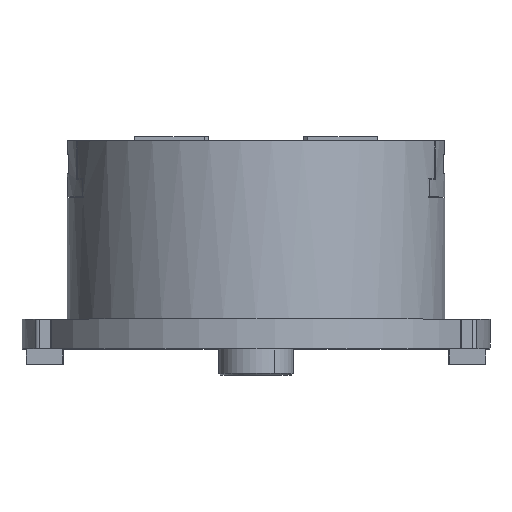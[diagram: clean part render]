
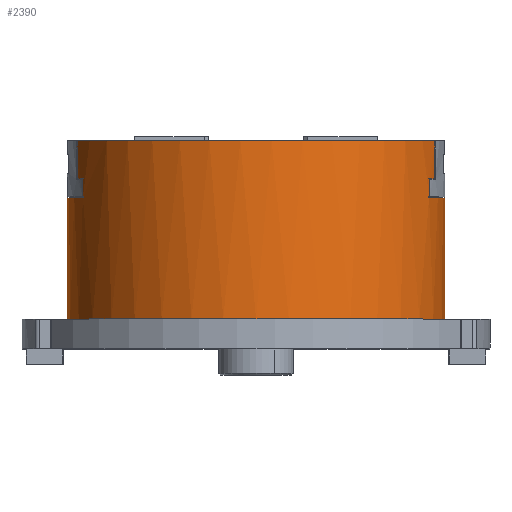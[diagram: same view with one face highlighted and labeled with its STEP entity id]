
A CAD part, top view. The second image highlights one B-rep face of the part: STEP entity #2390.
In plain terms, the highlighted cylindrical face has radius 127 mm (diameter 254 mm), a partial arc.
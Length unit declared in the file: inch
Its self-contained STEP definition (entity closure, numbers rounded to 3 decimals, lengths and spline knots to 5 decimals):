
#46 = CIRCLE ( 'NONE', #870, 5. ) ;
#57 = DIRECTION ( 'NONE',  ( 0., 0., 1. ) ) ;
#234 = VERTEX_POINT ( 'NONE', #11388 ) ;
#386 = VECTOR ( 'NONE', #5620, 39.37008 ) ;
#560 = AXIS2_PLACEMENT_3D ( 'NONE', #8003, #2670, #1197 ) ;
#870 = AXIS2_PLACEMENT_3D ( 'NONE', #11865, #57, #11957 ) ;
#916 = EDGE_CURVE ( 'NONE', #8408, #11636, #46, .T. ) ;
#1131 = EDGE_LOOP ( 'NONE', ( #11809, #6361, #15505, #13741, #16065, #14376, #10696, #15271, #12956, #5905, #15744, #5938 ) ) ;
#1197 = DIRECTION ( 'NONE',  ( 0., -1., 0. ) ) ;
#1347 = VERTEX_POINT ( 'NONE', #13633 ) ;
#1477 = CARTESIAN_POINT ( 'NONE',  ( -1.5948, -4.73884, 39.37008 ) ) ;
#1732 = VECTOR ( 'NONE', #13749, 39.37008 ) ;
#2171 = LINE ( 'NONE', #12602, #5971 ) ;
#2390 = ADVANCED_FACE ( 'NONE', ( #15303 ), #13840, .T. ) ;
#2421 = DIRECTION ( 'NONE',  ( 0., 0., 1. ) ) ;
#2426 = CARTESIAN_POINT ( 'NONE',  ( 0., 5., 0.7874 ) ) ;
#2519 = DIRECTION ( 'NONE',  ( 0., 0., 1. ) ) ;
#2661 = EDGE_CURVE ( 'NONE', #11986, #234, #13270, .T. ) ;
#2670 = DIRECTION ( 'NONE',  ( 0., 0., 1. ) ) ;
#2698 = CARTESIAN_POINT ( 'NONE',  ( -1.9885, 4.58758, 4.51181 ) ) ;
#2946 = DIRECTION ( 'NONE',  ( 0., 0., 1. ) ) ;
#3206 = CARTESIAN_POINT ( 'NONE',  ( 0., 5., 39.37008 ) ) ;
#3425 = EDGE_CURVE ( 'NONE', #9207, #1347, #11745, .T. ) ;
#3723 = CIRCLE ( 'NONE', #15270, 5. ) ;
#4070 = LINE ( 'NONE', #7854, #386 ) ;
#4617 = CIRCLE ( 'NONE', #10391, 5. ) ;
#4805 = VERTEX_POINT ( 'NONE', #2698 ) ;
#4881 = CIRCLE ( 'NONE', #5148, 5. ) ;
#5148 = AXIS2_PLACEMENT_3D ( 'NONE', #9773, #15173, #8807 ) ;
#5167 = EDGE_CURVE ( 'NONE', #1347, #10649, #3723, .T. ) ;
#5240 = VERTEX_POINT ( 'NONE', #13350 ) ;
#5620 = DIRECTION ( 'NONE',  ( 0., 0., 1. ) ) ;
#5652 = CARTESIAN_POINT ( 'NONE',  ( 0., 0., 4.01181 ) ) ;
#5905 = ORIENTED_EDGE ( 'NONE', *, *, #9439, .F. ) ;
#5938 = ORIENTED_EDGE ( 'NONE', *, *, #2661, .F. ) ;
#5971 = VECTOR ( 'NONE', #16557, 39.37008 ) ;
#6361 = ORIENTED_EDGE ( 'NONE', *, *, #12010, .T. ) ;
#6744 = EDGE_CURVE ( 'NONE', #5240, #15412, #4617, .T. ) ;
#6852 = DIRECTION ( 'NONE',  ( 1., 0., 0. ) ) ;
#7384 = DIRECTION ( 'NONE',  ( 0., 0., 1. ) ) ;
#7438 = VECTOR ( 'NONE', #2946, 39.37008 ) ;
#7679 = DIRECTION ( 'NONE',  ( 0., -1., 0. ) ) ;
#7854 = CARTESIAN_POINT ( 'NONE',  ( 0., -5., 39.37008 ) ) ;
#8003 = CARTESIAN_POINT ( 'NONE',  ( 0., 0., 0.7874 ) ) ;
#8335 = CARTESIAN_POINT ( 'NONE',  ( -1.9885, -4.58758, 39.37008 ) ) ;
#8408 = VERTEX_POINT ( 'NONE', #13078 ) ;
#8807 = DIRECTION ( 'NONE',  ( -1., 0., 0. ) ) ;
#9207 = VERTEX_POINT ( 'NONE', #16745 ) ;
#9439 = EDGE_CURVE ( 'NONE', #4805, #9207, #4881, .T. ) ;
#9482 = EDGE_CURVE ( 'NONE', #234, #4805, #2171, .T. ) ;
#9567 = VERTEX_POINT ( 'NONE', #2426 ) ;
#9773 = CARTESIAN_POINT ( 'NONE',  ( 0., 0., 4.51181 ) ) ;
#9803 = LINE ( 'NONE', #8335, #1732 ) ;
#9912 = DIRECTION ( 'NONE',  ( 0., 0., -1. ) ) ;
#10263 = CARTESIAN_POINT ( 'NONE',  ( 0., 5., 4.01181 ) ) ;
#10391 = AXIS2_PLACEMENT_3D ( 'NONE', #16195, #9912, #16369 ) ;
#10451 = LINE ( 'NONE', #3206, #7438 ) ;
#10535 = DIRECTION ( 'NONE',  ( 0., 0., 1. ) ) ;
#10622 = CARTESIAN_POINT ( 'NONE',  ( -1.5948, -4.73884, 4.51181 ) ) ;
#10649 = VERTEX_POINT ( 'NONE', #16307 ) ;
#10696 = ORIENTED_EDGE ( 'NONE', *, *, #11685, .T. ) ;
#10734 = DIRECTION ( 'NONE',  ( 0., 0., 1. ) ) ;
#10808 = VERTEX_POINT ( 'NONE', #15015 ) ;
#11101 = CARTESIAN_POINT ( 'NONE',  ( 0., 0., 39.37008 ) ) ;
#11188 = DIRECTION ( 'NONE',  ( 0., -1., 0. ) ) ;
#11388 = CARTESIAN_POINT ( 'NONE',  ( -1.9885, 4.58758, 4.01181 ) ) ;
#11636 = VERTEX_POINT ( 'NONE', #10622 ) ;
#11685 = EDGE_CURVE ( 'NONE', #11636, #10649, #13278, .T. ) ;
#11711 = EDGE_CURVE ( 'NONE', #9567, #11986, #10451, .T. ) ;
#11745 = LINE ( 'NONE', #15690, #15767 ) ;
#11809 = ORIENTED_EDGE ( 'NONE', *, *, #11711, .F. ) ;
#11841 = CIRCLE ( 'NONE', #560, 5. ) ;
#11865 = CARTESIAN_POINT ( 'NONE',  ( 0., 0., 4.51181 ) ) ;
#11957 = DIRECTION ( 'NONE',  ( 1., 0., 0. ) ) ;
#11986 = VERTEX_POINT ( 'NONE', #10263 ) ;
#12010 = EDGE_CURVE ( 'NONE', #9567, #10808, #11841, .T. ) ;
#12602 = CARTESIAN_POINT ( 'NONE',  ( -1.9885, 4.58758, 39.37008 ) ) ;
#12654 = VECTOR ( 'NONE', #10535, 39.37008 ) ;
#12796 = CARTESIAN_POINT ( 'NONE',  ( -1.9885, -4.58758, 4.01181 ) ) ;
#12956 = ORIENTED_EDGE ( 'NONE', *, *, #3425, .F. ) ;
#12981 = AXIS2_PLACEMENT_3D ( 'NONE', #11101, #7384, #11188 ) ;
#13078 = CARTESIAN_POINT ( 'NONE',  ( -1.9885, -4.58758, 4.51181 ) ) ;
#13270 = CIRCLE ( 'NONE', #15470, 5. ) ;
#13278 = LINE ( 'NONE', #1477, #12654 ) ;
#13350 = CARTESIAN_POINT ( 'NONE',  ( 0., -5., 4.01181 ) ) ;
#13633 = CARTESIAN_POINT ( 'NONE',  ( -1.5948, 4.73884, 5.51181 ) ) ;
#13741 = ORIENTED_EDGE ( 'NONE', *, *, #6744, .T. ) ;
#13749 = DIRECTION ( 'NONE',  ( 0., 0., 1. ) ) ;
#13840 = CYLINDRICAL_SURFACE ( 'NONE', #12981, 5. ) ;
#14376 = ORIENTED_EDGE ( 'NONE', *, *, #916, .T. ) ;
#15015 = CARTESIAN_POINT ( 'NONE',  ( 0., -5., 0.7874 ) ) ;
#15173 = DIRECTION ( 'NONE',  ( 0., 0., -1. ) ) ;
#15262 = EDGE_CURVE ( 'NONE', #15412, #8408, #9803, .T. ) ;
#15270 = AXIS2_PLACEMENT_3D ( 'NONE', #15598, #2421, #7679 ) ;
#15271 = ORIENTED_EDGE ( 'NONE', *, *, #5167, .F. ) ;
#15303 = FACE_OUTER_BOUND ( 'NONE', #1131, .T. ) ;
#15412 = VERTEX_POINT ( 'NONE', #12796 ) ;
#15470 = AXIS2_PLACEMENT_3D ( 'NONE', #5652, #10734, #6852 ) ;
#15505 = ORIENTED_EDGE ( 'NONE', *, *, #16310, .T. ) ;
#15598 = CARTESIAN_POINT ( 'NONE',  ( 0., 0., 5.51181 ) ) ;
#15690 = CARTESIAN_POINT ( 'NONE',  ( -1.5948, 4.73884, 39.37008 ) ) ;
#15744 = ORIENTED_EDGE ( 'NONE', *, *, #9482, .F. ) ;
#15767 = VECTOR ( 'NONE', #2519, 39.37008 ) ;
#16065 = ORIENTED_EDGE ( 'NONE', *, *, #15262, .T. ) ;
#16195 = CARTESIAN_POINT ( 'NONE',  ( 0., 0., 4.01181 ) ) ;
#16307 = CARTESIAN_POINT ( 'NONE',  ( -1.5948, -4.73884, 5.51181 ) ) ;
#16310 = EDGE_CURVE ( 'NONE', #10808, #5240, #4070, .T. ) ;
#16369 = DIRECTION ( 'NONE',  ( -1., 0., 0. ) ) ;
#16557 = DIRECTION ( 'NONE',  ( 0., 0., 1. ) ) ;
#16745 = CARTESIAN_POINT ( 'NONE',  ( -1.5948, 4.73884, 4.51181 ) ) ;
